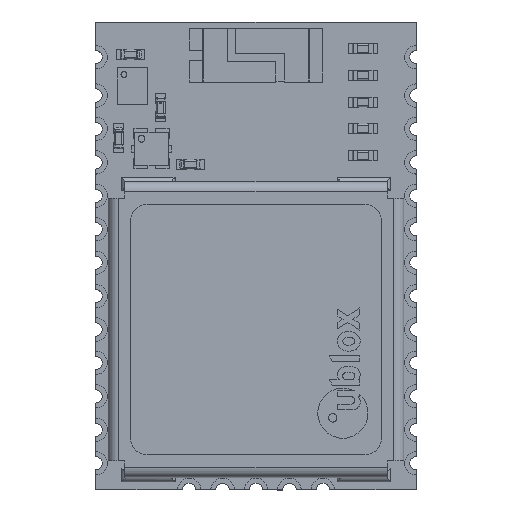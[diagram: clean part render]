
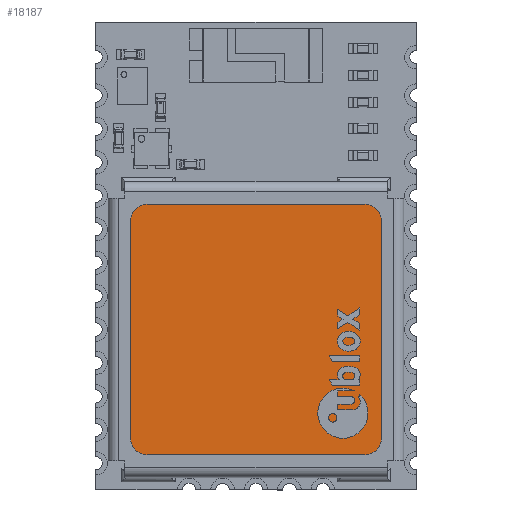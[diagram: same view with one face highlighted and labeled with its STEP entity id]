
A CAD part, top view. The second image highlights one B-rep face of the part: STEP entity #18187.
In plain terms, the highlighted face is planar.
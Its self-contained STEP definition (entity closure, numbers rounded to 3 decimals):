
#647=CIRCLE('',#19645,0.5);
#649=CIRCLE('',#19649,0.5);
#651=CIRCLE('',#19653,0.5);
#653=CIRCLE('',#19657,0.5);
#1743=FACE_OUTER_BOUND('',#2776,.T.);
#2776=EDGE_LOOP('',(#15661,#15662,#15663,#15664,#15665,#15666,#15667,#15668));
#4791=LINE('',#29188,#6860);
#4795=LINE('',#29200,#6864);
#4799=LINE('',#29212,#6868);
#4802=LINE('',#29221,#6871);
#6860=VECTOR('',#24175,1000.);
#6864=VECTOR('',#24187,1000.);
#6868=VECTOR('',#24199,1000.);
#6871=VECTOR('',#24210,1000.);
#8462=VERTEX_POINT('',#29178);
#8463=VERTEX_POINT('',#29180);
#8465=VERTEX_POINT('',#29186);
#8467=VERTEX_POINT('',#29192);
#8469=VERTEX_POINT('',#29198);
#8471=VERTEX_POINT('',#29204);
#8473=VERTEX_POINT('',#29210);
#8475=VERTEX_POINT('',#29216);
#10879=EDGE_CURVE('',#8463,#8462,#647,.T.);
#10883=EDGE_CURVE('',#8462,#8465,#4791,.T.);
#10886=EDGE_CURVE('',#8465,#8467,#649,.T.);
#10889=EDGE_CURVE('',#8467,#8469,#4795,.T.);
#10892=EDGE_CURVE('',#8469,#8471,#651,.T.);
#10895=EDGE_CURVE('',#8471,#8473,#4799,.T.);
#10898=EDGE_CURVE('',#8473,#8475,#653,.T.);
#10900=EDGE_CURVE('',#8475,#8463,#4802,.T.);
#15661=ORIENTED_EDGE('',*,*,#10879,.T.);
#15662=ORIENTED_EDGE('',*,*,#10883,.T.);
#15663=ORIENTED_EDGE('',*,*,#10886,.T.);
#15664=ORIENTED_EDGE('',*,*,#10889,.T.);
#15665=ORIENTED_EDGE('',*,*,#10892,.T.);
#15666=ORIENTED_EDGE('',*,*,#10895,.T.);
#15667=ORIENTED_EDGE('',*,*,#10898,.T.);
#15668=ORIENTED_EDGE('',*,*,#10900,.T.);
#16828=PLANE('',#19659);
#18187=ADVANCED_FACE('',(#1743),#16828,.F.);
#19645=AXIS2_PLACEMENT_3D('',#29181,#24168,#24169);
#19649=AXIS2_PLACEMENT_3D('',#29194,#24181,#24182);
#19653=AXIS2_PLACEMENT_3D('',#29206,#24193,#24194);
#19657=AXIS2_PLACEMENT_3D('',#29218,#24205,#24206);
#19659=AXIS2_PLACEMENT_3D('',#29222,#24211,#24212);
#24168=DIRECTION('center_axis',(0.,1.,0.));
#24169=DIRECTION('ref_axis',(0.,0.,-1.));
#24175=DIRECTION('',(-1.,0.,0.));
#24181=DIRECTION('center_axis',(0.,1.,0.));
#24182=DIRECTION('ref_axis',(0.,0.,-1.));
#24187=DIRECTION('',(0.,0.,1.));
#24193=DIRECTION('center_axis',(0.,1.,0.));
#24194=DIRECTION('ref_axis',(0.,0.,-1.));
#24199=DIRECTION('',(1.,0.,0.));
#24205=DIRECTION('center_axis',(0.,1.,0.));
#24206=DIRECTION('ref_axis',(0.,0.,1.));
#24210=DIRECTION('',(0.,0.,-1.));
#24211=DIRECTION('center_axis',(0.,-1.,0.));
#24212=DIRECTION('ref_axis',(0.,0.,-1.));
#29178=CARTESIAN_POINT('',(3.25,0.05,-3.75));
#29180=CARTESIAN_POINT('',(3.75,0.05,-3.25));
#29181=CARTESIAN_POINT('Origin',(3.25,0.05,-3.25));
#29186=CARTESIAN_POINT('',(-3.25,0.05,-3.75));
#29188=CARTESIAN_POINT('',(-3.25,0.05,-3.75));
#29192=CARTESIAN_POINT('',(-3.75,0.05,-3.25));
#29194=CARTESIAN_POINT('Origin',(-3.25,0.05,-3.25));
#29198=CARTESIAN_POINT('',(-3.75,0.05,3.25));
#29200=CARTESIAN_POINT('',(-3.75,0.05,3.25));
#29204=CARTESIAN_POINT('',(-3.25,0.05,3.75));
#29206=CARTESIAN_POINT('Origin',(-3.25,0.05,3.25));
#29210=CARTESIAN_POINT('',(3.25,0.05,3.75));
#29212=CARTESIAN_POINT('',(-3.25,0.05,3.75));
#29216=CARTESIAN_POINT('',(3.75,0.05,3.25));
#29218=CARTESIAN_POINT('Origin',(3.25,0.05,3.25));
#29221=CARTESIAN_POINT('',(3.75,0.05,3.25));
#29222=CARTESIAN_POINT('Origin',(3.25,0.05,-3.25));
